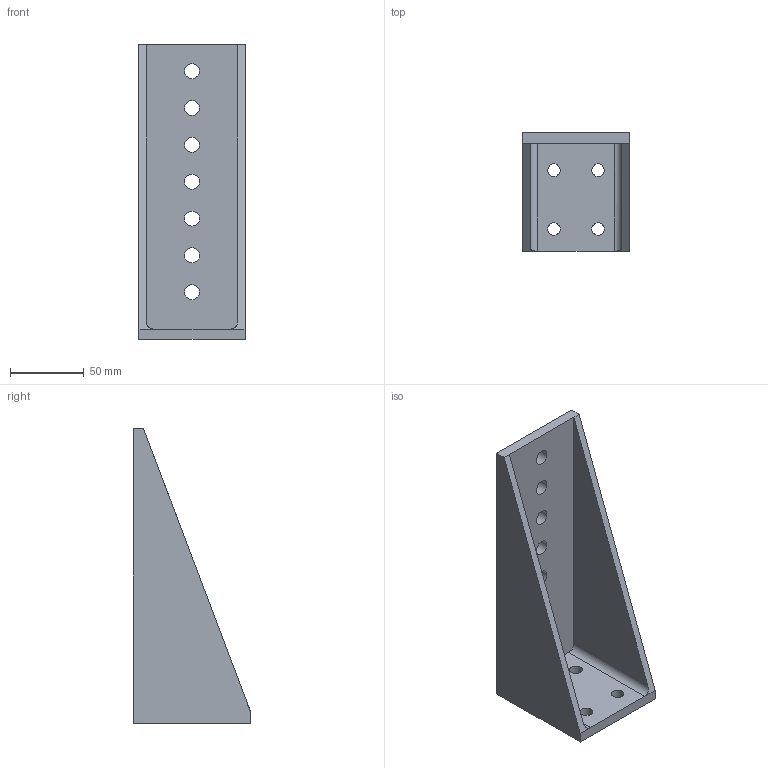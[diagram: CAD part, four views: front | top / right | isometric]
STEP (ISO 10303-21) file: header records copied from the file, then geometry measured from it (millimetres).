
FILE_DESCRIPTION (( 'STEP AP214' ), '1' );
FILE_NAME ('LEVIP68_001A_corniere.STEP', '2024-04-25T11:46:43', ( '' ), ( '' ), 'SwSTEP 2.0', 'SolidWorks 2021', '' );
FILE_SCHEMA (( 'AUTOMOTIVE_DESIGN' ));
Length unit declared in the file: millimetre
Products named in the file (1): LEVIP68_001A_corniere
Bounding box: 72 x 80 x 200 mm (x, y, z)
Volume: 203223 mm3; surface area: 72129.5 mm2
Topology: 1 solids, 1 shells, 25 faces, 72 edges, 49 vertices
Faces by surface type: cylinder 13, plane 12
Full cylindrical faces by diameter (mm): 8.5 x4, 10.2 x7
Entity records: 915 total; most frequent: DIRECTION 128, CARTESIAN_POINT 128, ORIENTED_EDGE 108, EDGE_LOOP 58, EDGE_CURVE 54, AXIS2_PLACEMENT_3D 50, VERTEX_POINT 42, FACE_OUTER_BOUND 36
